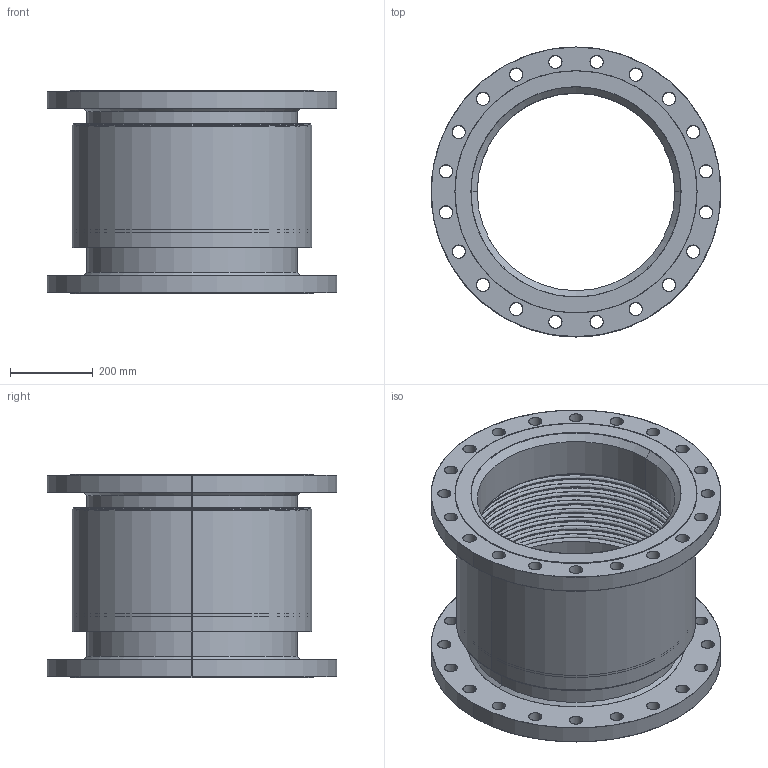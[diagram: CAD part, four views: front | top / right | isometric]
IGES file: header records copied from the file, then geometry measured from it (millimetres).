
Start section: SolidWorks IGES file using analytic representation for surfaces
Global section: file name: SJT2100 500A.IGS; native system: SolidWorks 2018; preprocessor: SolidWorks 2018; author: Wuthipan; date: 190326.172211; units: millimetre
Bounding box: 699 x 699 x 490 mm (x, y, z)
Surface area: 5052363 mm2 (no closed solid volume)
Topology: 0 solids, 0 shells, 269 faces, 9464 edges, 9464 vertices
Faces by surface type: bspline 143, revolution 126
